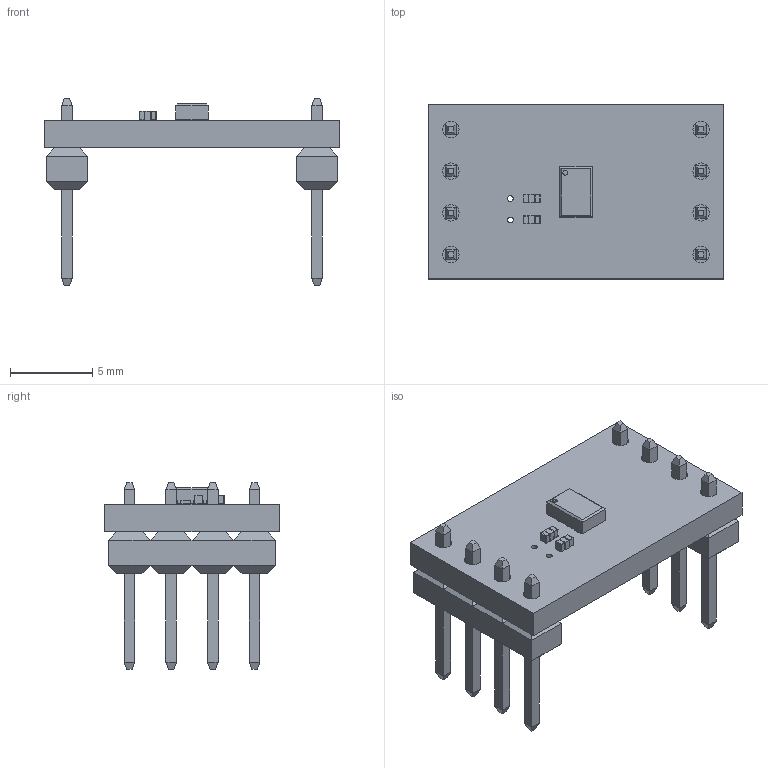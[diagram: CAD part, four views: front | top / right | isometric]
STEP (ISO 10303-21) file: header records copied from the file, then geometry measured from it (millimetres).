
FILE_DESCRIPTION(/* description */ (''),/* implementation_level */ '2;1');
FILE_NAME(/* name */ '02d2e371-34e1-43f5-90e5-e8883ab056f0.stp',/* time_stamp */ '2021-02-11T09:47:26+00:00',/* author */ (''),/* organization */ (''),/* preprocessor_version */ 'ST-DEVELOPER v18.1',/* originating_system */ 'Autodesk Translation Framework v9.7.1.1290',/* authorisation */ '');
FILE_SCHEMA (('AUTOMOTIVE_DESIGN { 1 0 10303 214 3 1 1 }'));
Length unit declared in the file: millimetre
Products named in the file (6): 02d2e371-34e1-43f5-90e5-e8883ab056f0; PCB Component; Board; PTH VERT MALE; 1uF/25V; VCNL36687S
Assembly tree (7 placements, depth 3):
  02d2e371-34e1-43f5-90e5-e8883ab056f0
    PCB Component
      Board
      PTH VERT MALE  x2
      1uF/25V  x2
      VCNL36687S
Bounding box: 18 x 10.6 x 11.38 mm (x, y, z)
Volume: 455.2 mm3; surface area: 918.3 mm2
Topology: 6 solids, 6 shells, 452 faces, 981 edges, 562 vertices
Faces by surface type: plane 353, cylinder 67, sphere 32
Full cylindrical faces by diameter (mm): 0.3 x1, 0.35 x2, 1 x8
Entity records: 7976 total; most frequent: DIRECTION 1291, CARTESIAN_POINT 1270, ORIENTED_EDGE 1238, EDGE_CURVE 619, LINE 533, VECTOR 533, AXIS2_PLACEMENT_3D 379, VERTEX_POINT 358
